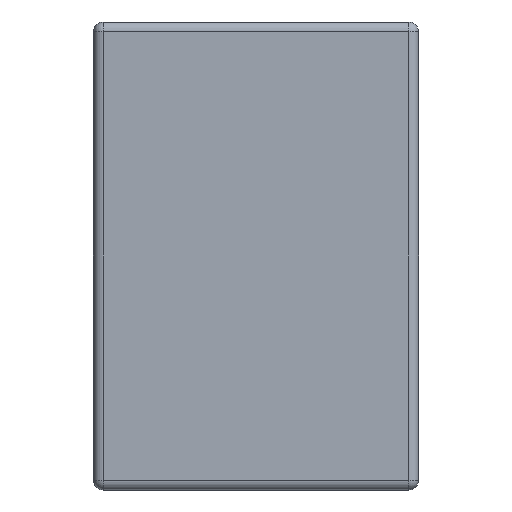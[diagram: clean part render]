
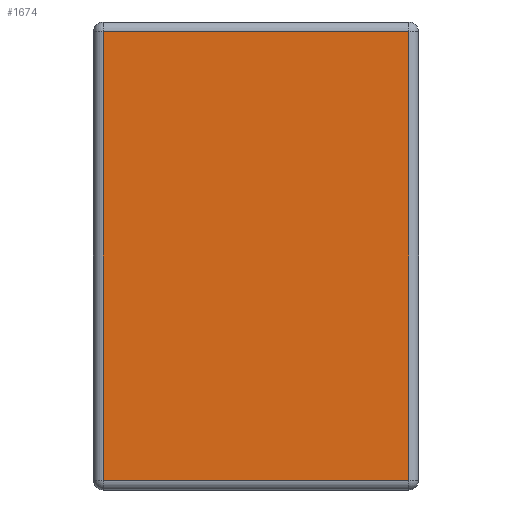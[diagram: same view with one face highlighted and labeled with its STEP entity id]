
A CAD part, left-side view. The second image highlights one B-rep face of the part: STEP entity #1674.
In plain terms, the highlighted planar face has unit normal (-1, 0, 0).
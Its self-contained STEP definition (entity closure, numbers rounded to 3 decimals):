
#179 = DIRECTION ( 'NONE',  ( 0., 0., -1. ) ) ;
#277 = VERTEX_POINT ( 'NONE', #877 ) ;
#794 = VERTEX_POINT ( 'NONE', #3728 ) ;
#877 = CARTESIAN_POINT ( 'NONE',  ( 0., 0.037, -0.037 ) ) ;
#910 = CARTESIAN_POINT ( 'NONE',  ( 0., 1.25, -0.037 ) ) ;
#961 = VECTOR ( 'NONE', #1326, 1000. ) ;
#988 = PLANE ( 'NONE',  #3346 ) ;
#1023 = ORIENTED_EDGE ( 'NONE', *, *, #3584, .T. ) ;
#1243 = VECTOR ( 'NONE', #3157, 1000. ) ;
#1313 = EDGE_CURVE ( 'NONE', #794, #3795, #3891, .T. ) ;
#1324 = CARTESIAN_POINT ( 'NONE',  ( 0., 0., 0. ) ) ;
#1326 = DIRECTION ( 'NONE',  ( 0., 0., 1. ) ) ;
#1343 = ORIENTED_EDGE ( 'NONE', *, *, #4369, .T. ) ;
#1674 = ADVANCED_FACE ( 'NONE', ( #3447 ), #988, .T. ) ;
#2006 = DIRECTION ( 'NONE',  ( 0., 1., 0. ) ) ;
#2007 = CARTESIAN_POINT ( 'NONE',  ( 0., 1.213, -1.8 ) ) ;
#2266 = LINE ( 'NONE', #2428, #961 ) ;
#2270 = LINE ( 'NONE', #910, #2999 ) ;
#2385 = CARTESIAN_POINT ( 'NONE',  ( 0., 0., -1.763 ) ) ;
#2428 = CARTESIAN_POINT ( 'NONE',  ( 0., 0.037, 0. ) ) ;
#2540 = CARTESIAN_POINT ( 'NONE',  ( 0., 0.037, -1.763 ) ) ;
#2900 = ORIENTED_EDGE ( 'NONE', *, *, #3843, .T. ) ;
#2999 = VECTOR ( 'NONE', #2006, 1000. ) ;
#3045 = LINE ( 'NONE', #2385, #1243 ) ;
#3157 = DIRECTION ( 'NONE',  ( 0., -1., 0. ) ) ;
#3196 = ORIENTED_EDGE ( 'NONE', *, *, #1313, .T. ) ;
#3305 = VERTEX_POINT ( 'NONE', #2540 ) ;
#3346 = AXIS2_PLACEMENT_3D ( 'NONE', #1324, #4174, #4504 ) ;
#3357 = EDGE_LOOP ( 'NONE', ( #2900, #1023, #1343, #3196 ) ) ;
#3399 = VECTOR ( 'NONE', #179, 1000. ) ;
#3447 = FACE_OUTER_BOUND ( 'NONE', #3357, .T. ) ;
#3584 = EDGE_CURVE ( 'NONE', #3305, #277, #2266, .T. ) ;
#3728 = CARTESIAN_POINT ( 'NONE',  ( 0., 1.213, -0.037 ) ) ;
#3778 = CARTESIAN_POINT ( 'NONE',  ( 0., 1.213, -1.763 ) ) ;
#3795 = VERTEX_POINT ( 'NONE', #3778 ) ;
#3843 = EDGE_CURVE ( 'NONE', #3795, #3305, #3045, .T. ) ;
#3891 = LINE ( 'NONE', #2007, #3399 ) ;
#4174 = DIRECTION ( 'NONE',  ( -1., 0., 0. ) ) ;
#4369 = EDGE_CURVE ( 'NONE', #277, #794, #2270, .T. ) ;
#4504 = DIRECTION ( 'NONE',  ( 0., 0., 1. ) ) ;
